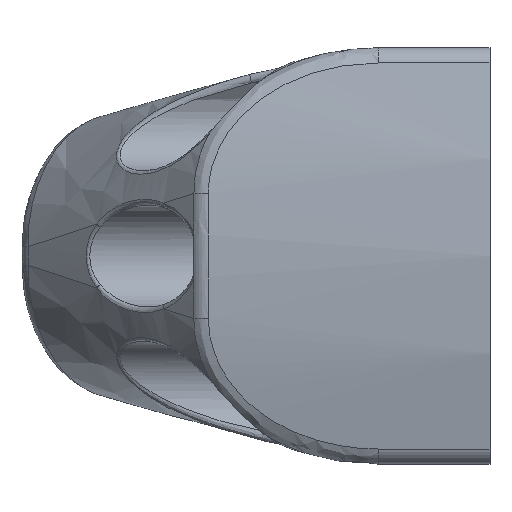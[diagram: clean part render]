
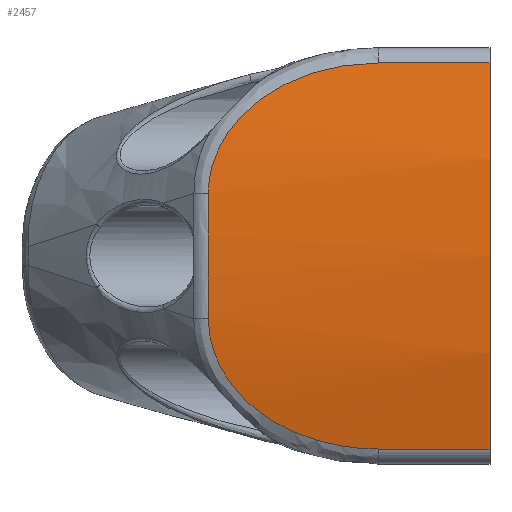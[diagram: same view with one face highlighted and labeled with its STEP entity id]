
A CAD part, left-side view. The second image highlights one B-rep face of the part: STEP entity #2457.
In plain terms, the highlighted cylindrical face has radius 38 mm (diameter 76 mm), a partial arc.
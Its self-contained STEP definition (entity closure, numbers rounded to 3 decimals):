
#11 = CARTESIAN_POINT ( 'NONE',  ( -36.843, -11.353, 9.304 ) ) ;
#20 = ORIENTED_EDGE ( 'NONE', *, *, #1496, .T. ) ;
#36 = CARTESIAN_POINT ( 'NONE',  ( -36.802, -12.308, -9.466 ) ) ;
#80 = EDGE_LOOP ( 'NONE', ( #2709, #207, #20, #1252, #725, #3627 ) ) ;
#207 = ORIENTED_EDGE ( 'NONE', *, *, #2608, .T. ) ;
#300 = CARTESIAN_POINT ( 'NONE',  ( -36.802, 0., 9.466 ) ) ;
#339 = B_SPLINE_CURVE_WITH_KNOTS ( 'NONE', 3,
 ( #3609, #3237, #4336, #4411, #1666, #4823, #2843, #1236, #2769, #913, #814, #2001, #2346, #4773, #3952, #3558, #36, #1589 ),
 .UNSPECIFIED., .F., .F.,
 ( 4, 2, 2, 2, 2, 2, 2, 2, 4 ),
 ( 0., 0.001, 0.001, 0.003, 0.004, 0.006, 0.007, 0.009, 0.012 ),
 .UNSPECIFIED. ) ;
#350 = CARTESIAN_POINT ( 'NONE',  ( -37.117, -8.19, 8.149 ) ) ;
#475 = DIRECTION ( 'NONE',  ( 0., 0., 1. ) ) ;
#624 = VECTOR ( 'NONE', #3356, 1000. ) ;
#725 = ORIENTED_EDGE ( 'NONE', *, *, #887, .T. ) ;
#727 = CARTESIAN_POINT ( 'NONE',  ( -37.582, -5.647, 5.623 ) ) ;
#814 = CARTESIAN_POINT ( 'NONE',  ( -37.231, -7.397, -7.613 ) ) ;
#887 = EDGE_CURVE ( 'NONE', #2911, #2749, #339, .T. ) ;
#913 = CARTESIAN_POINT ( 'NONE',  ( -37.293, -7.017, -7.304 ) ) ;
#916 = EDGE_CURVE ( 'NONE', #2792, #2911, #3660, .T. ) ;
#942 = VERTEX_POINT ( 'NONE', #4957 ) ;
#944 = FACE_OUTER_BOUND ( 'NONE', #80, .T. ) ;
#1047 = CARTESIAN_POINT ( 'NONE',  ( -36.802, 0., -9.466 ) ) ;
#1115 = CARTESIAN_POINT ( 'NONE',  ( -37.486, -6.043, 6.231 ) ) ;
#1236 = CARTESIAN_POINT ( 'NONE',  ( -37.485, -6.036, -6.246 ) ) ;
#1252 = ORIENTED_EDGE ( 'NONE', *, *, #916, .T. ) ;
#1340 = DIRECTION ( 'NONE',  ( 0., -1., 0. ) ) ;
#1378 = CARTESIAN_POINT ( 'NONE',  ( -37.875, -4.954, -3.082 ) ) ;
#1463 = CARTESIAN_POINT ( 'NONE',  ( -37.703, -5.242, 4.744 ) ) ;
#1472 = LINE ( 'NONE', #1047, #624 ) ;
#1496 = EDGE_CURVE ( 'NONE', #3728, #2792, #4767, .T. ) ;
#1564 = CARTESIAN_POINT ( 'NONE',  ( -37.875, -4.954, 3.082 ) ) ;
#1589 = CARTESIAN_POINT ( 'NONE',  ( -36.802, -13.286, -9.466 ) ) ;
#1612 = CARTESIAN_POINT ( 'NONE',  ( -36.802, -13.286, -9.466 ) ) ;
#1666 = CARTESIAN_POINT ( 'NONE',  ( -37.758, -5.103, -4.29 ) ) ;
#1880 = CARTESIAN_POINT ( 'NONE',  ( -36.81, -12.313, 9.434 ) ) ;
#1903 = CARTESIAN_POINT ( 'NONE',  ( -37.613, -5.532, 5.411 ) ) ;
#1924 = CARTESIAN_POINT ( 'NONE',  ( -37.232, -7.385, 7.604 ) ) ;
#2001 = CARTESIAN_POINT ( 'NONE',  ( -37.116, -8.196, -8.153 ) ) ;
#2123 = CARTESIAN_POINT ( 'NONE',  ( 0., 0., 0. ) ) ;
#2291 = CARTESIAN_POINT ( 'NONE',  ( -36.868, -10.877, 9.206 ) ) ;
#2314 = CARTESIAN_POINT ( 'NONE',  ( -37.674, -5.33, 4.972 ) ) ;
#2316 = AXIS2_PLACEMENT_3D ( 'NONE', #2395, #4797, #475 ) ;
#2346 = CARTESIAN_POINT ( 'NONE',  ( -37.064, -8.616, -8.385 ) ) ;
#2395 = CARTESIAN_POINT ( 'NONE',  ( 0., -4.954, 0. ) ) ;
#2457 = ADVANCED_FACE ( 'NONE', ( #944 ), #4420, .T. ) ;
#2468 = EDGE_CURVE ( 'NONE', #4942, #942, #4007, .T. ) ;
#2545 = EDGE_CURVE ( 'NONE', #2749, #942, #1472, .T. ) ;
#2608 = EDGE_CURVE ( 'NONE', #4942, #3728, #2957, .T. ) ;
#2637 = CARTESIAN_POINT ( 'NONE',  ( -37.294, -7.013, 7.3 ) ) ;
#2709 = ORIENTED_EDGE ( 'NONE', *, *, #2468, .F. ) ;
#2749 = VERTEX_POINT ( 'NONE', #1612 ) ;
#2769 = CARTESIAN_POINT ( 'NONE',  ( -37.42, -6.339, -6.622 ) ) ;
#2792 = VERTEX_POINT ( 'NONE', #3233 ) ;
#2843 = CARTESIAN_POINT ( 'NONE',  ( -37.614, -5.521, -5.422 ) ) ;
#2902 = DIRECTION ( 'NONE',  ( 0., 0., -1. ) ) ;
#2911 = VERTEX_POINT ( 'NONE', #1378 ) ;
#2933 = DIRECTION ( 'NONE',  ( 0., -1., 0. ) ) ;
#2957 = LINE ( 'NONE', #300, #3336 ) ;
#3051 = CARTESIAN_POINT ( 'NONE',  ( -36.933, -9.94, 8.943 ) ) ;
#3233 = CARTESIAN_POINT ( 'NONE',  ( -37.875, -4.954, 3.082 ) ) ;
#3237 = CARTESIAN_POINT ( 'NONE',  ( -37.855, -4.954, -3.327 ) ) ;
#3336 = VECTOR ( 'NONE', #3800, 1000. ) ;
#3356 = DIRECTION ( 'NONE',  ( 0., -1., 0. ) ) ;
#3417 = CARTESIAN_POINT ( 'NONE',  ( -36.802, -13.286, 9.466 ) ) ;
#3422 = CARTESIAN_POINT ( 'NONE',  ( -36.802, -13.286, 9.466 ) ) ;
#3475 = CARTESIAN_POINT ( 'NONE',  ( -37.787, -5.03, 4.049 ) ) ;
#3502 = CARTESIAN_POINT ( 'NONE',  ( -37.835, -4.954, 3.573 ) ) ;
#3558 = CARTESIAN_POINT ( 'NONE',  ( -36.836, -11.353, -9.339 ) ) ;
#3588 = AXIS2_PLACEMENT_3D ( 'NONE', #4445, #2933, #2902 ) ;
#3609 = CARTESIAN_POINT ( 'NONE',  ( -37.875, -4.954, -3.082 ) ) ;
#3627 = ORIENTED_EDGE ( 'NONE', *, *, #2545, .T. ) ;
#3660 = CIRCLE ( 'NONE', #2316, 38. ) ;
#3666 = DIRECTION ( 'NONE',  ( 0., 0., -1. ) ) ;
#3728 = VERTEX_POINT ( 'NONE', #3417 ) ;
#3800 = DIRECTION ( 'NONE',  ( 0., 1., 0. ) ) ;
#3895 = CARTESIAN_POINT ( 'NONE',  ( -37.421, -6.345, 6.61 ) ) ;
#3952 = CARTESIAN_POINT ( 'NONE',  ( -36.932, -9.957, -8.948 ) ) ;
#4007 = CIRCLE ( 'NONE', #3588, 38. ) ;
#4010 = AXIS2_PLACEMENT_3D ( 'NONE', #2123, #1340, #3666 ) ;
#4258 = CARTESIAN_POINT ( 'NONE',  ( -37.065, -8.612, 8.382 ) ) ;
#4308 = CARTESIAN_POINT ( 'NONE',  ( -36.802, -12.797, 9.466 ) ) ;
#4336 = CARTESIAN_POINT ( 'NONE',  ( -37.833, -4.973, -3.57 ) ) ;
#4411 = CARTESIAN_POINT ( 'NONE',  ( -37.784, -5.048, -4.051 ) ) ;
#4420 = CYLINDRICAL_SURFACE ( 'NONE', #4010, 38. ) ;
#4422 = CARTESIAN_POINT ( 'NONE',  ( -36.802, -18.768, 9.466 ) ) ;
#4445 = CARTESIAN_POINT ( 'NONE',  ( 0., -18.768, 0. ) ) ;
#4616 = CARTESIAN_POINT ( 'NONE',  ( -37.519, -5.902, 6.033 ) ) ;
#4641 = CARTESIAN_POINT ( 'NONE',  ( -36.973, -9.486, 8.779 ) ) ;
#4767 = B_SPLINE_CURVE_WITH_KNOTS ( 'NONE', 3,
 ( #3422, #4308, #1880, #11, #2291, #3051, #4641, #4258, #350, #1924, #2637, #5011, #3895, #1115, #4616, #727, #1903, #2314, #1463, #3475, #3502, #1564 ),
 .UNSPECIFIED., .F., .F.,
 ( 4, 2, 2, 2, 2, 2, 2, 2, 2, 2, 4 ),
 ( 0., 0.001, 0.003, 0.004, 0.006, 0.007, 0.008, 0.009, 0.009, 0.01, 0.012 ),
 .UNSPECIFIED. ) ;
#4773 = CARTESIAN_POINT ( 'NONE',  ( -36.972, -9.495, -8.782 ) ) ;
#4797 = DIRECTION ( 'NONE',  ( 0., -1., 0. ) ) ;
#4823 = CARTESIAN_POINT ( 'NONE',  ( -37.674, -5.317, -4.986 ) ) ;
#4942 = VERTEX_POINT ( 'NONE', #4422 ) ;
#4957 = CARTESIAN_POINT ( 'NONE',  ( -36.802, -18.768, -9.466 ) ) ;
#5011 = CARTESIAN_POINT ( 'NONE',  ( -37.389, -6.506, 6.789 ) ) ;
